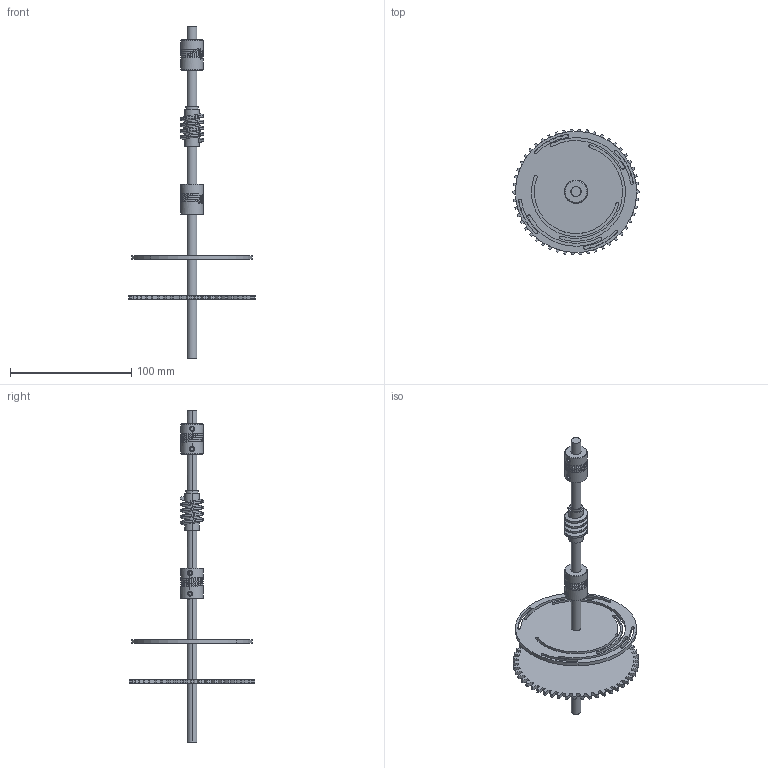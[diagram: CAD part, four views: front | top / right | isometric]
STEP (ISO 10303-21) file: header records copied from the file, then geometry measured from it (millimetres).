
FILE_DESCRIPTION (( 'STEP AP203' ), '1' );
FILE_NAME ('Ensamblaje8_Predeterminado_sldprt.STEP', '2024-11-12T05:43:47', ( '' ), ( '' ), 'SwSTEP 2.0', 'SolidWorks 2023', '' );
FILE_SCHEMA (( 'CONFIG_CONTROL_DESIGN' ));
Length unit declared in the file: millimetre
Products named in the file (1): Ensamblaje8_Predeterminado_sldprt
Bounding box: 104 x 103.92 x 274 mm (x, y, z)
Volume: 70109.7 mm3; surface area: 53995 mm2
Topology: 15 solids, 15 shells, 578 faces, 1559 edges, 1002 vertices
Faces by surface type: cylinder 362, plane 143, cone 32, bspline 25, torus 16
Entity records: 27966 total; most frequent: CARTESIAN_POINT 13443, ORIENTED_EDGE 3118, DIRECTION 3107, EDGE_CURVE 1559, AXIS2_PLACEMENT_3D 1262, VERTEX_POINT 1002, CIRCLE 708, EDGE_LOOP 613
